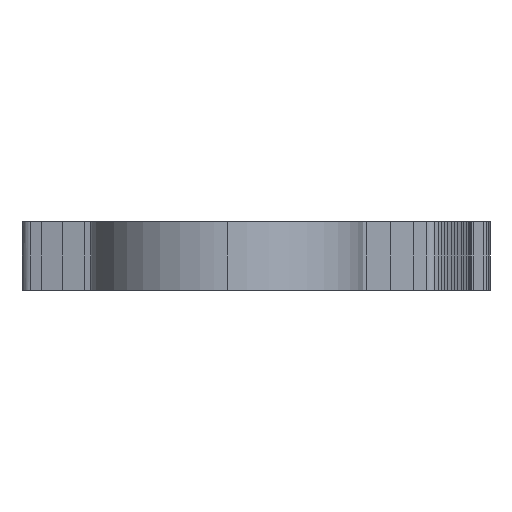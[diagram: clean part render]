
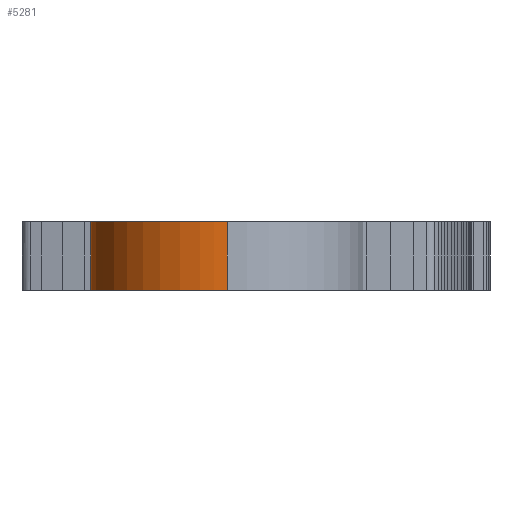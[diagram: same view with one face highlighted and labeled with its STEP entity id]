
A CAD part, left-side view. The second image highlights one B-rep face of the part: STEP entity #5281.
In plain terms, the highlighted free-form (B-spline) face has degree [2, 1] with [5, 2] control points.
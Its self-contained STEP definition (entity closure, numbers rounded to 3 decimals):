
#374 = VERTEX_POINT('',#375);
#375 = CARTESIAN_POINT('',(-42.7,-0.07,
    2.451));
#383 = EDGE_CURVE('',#374,#384,#386,.T.);
#384 = VERTEX_POINT('',#385);
#385 = CARTESIAN_POINT('',(-42.7,-0.07,0.));
#386 = B_SPLINE_CURVE_WITH_KNOTS('',1,(#387,#388),.UNSPECIFIED.,.F.,.F.,
  (2,2),(-0.,2.),.PIECEWISE_BEZIER_KNOTS.);
#387 = CARTESIAN_POINT('',(-42.7,-0.07,
    2.451));
#388 = CARTESIAN_POINT('',(-42.7,-0.07,0.));
#5255 = VERTEX_POINT('',#5256);
#5256 = CARTESIAN_POINT('',(-33.468,2.21,2.451)
  );
#5262 = EDGE_CURVE('',#5255,#5263,#5265,.T.);
#5263 = VERTEX_POINT('',#5264);
#5264 = CARTESIAN_POINT('',(-33.468,2.21,0.));
#5265 = B_SPLINE_CURVE_WITH_KNOTS('',1,(#5266,#5267),.UNSPECIFIED.,.F.,
  .F.,(2,2),(-0.,2.),.PIECEWISE_BEZIER_KNOTS.);
#5266 = CARTESIAN_POINT('',(-33.468,2.21,2.451)
  );
#5267 = CARTESIAN_POINT('',(-33.468,2.21,0.));
#5281 = ADVANCED_FACE('',(#5282),#5302,.T.);
#5282 = FACE_BOUND('',#5283,.T.);
#5283 = EDGE_LOOP('',(#5284,#5285,#5293,#5294));
#5284 = ORIENTED_EDGE('',*,*,#383,.F.);
#5285 = ORIENTED_EDGE('',*,*,#5286,.F.);
#5286 = EDGE_CURVE('',#5255,#374,#5287,.T.);
#5287 = ( BOUNDED_CURVE() B_SPLINE_CURVE(2,(#5288,#5289,#5290,#5291,
#5292),.UNSPECIFIED.,.F.,.F.) B_SPLINE_CURVE_WITH_KNOTS((3,2,3),(
    0.484,1.813,3.142),
.PIECEWISE_BEZIER_KNOTS.) CURVE() GEOMETRIC_REPRESENTATION_ITEM() 
RATIONAL_B_SPLINE_CURVE((1.,0.787,1.,0.787,1.)) 
REPRESENTATION_ITEM('') );
#5288 = CARTESIAN_POINT('',(-33.468,2.21,2.451)
  );
#5289 = CARTESIAN_POINT('',(-35.254,5.604,2.451
    ));
#5290 = CARTESIAN_POINT('',(-38.977,4.684,2.451
    ));
#5291 = CARTESIAN_POINT('',(-42.7,3.764,2.451
    ));
#5292 = CARTESIAN_POINT('',(-42.7,-0.07,
    2.451));
#5293 = ORIENTED_EDGE('',*,*,#5262,.T.);
#5294 = ORIENTED_EDGE('',*,*,#5295,.T.);
#5295 = EDGE_CURVE('',#5263,#384,#5296,.T.);
#5296 = ( BOUNDED_CURVE() B_SPLINE_CURVE(2,(#5297,#5298,#5299,#5300,
#5301),.UNSPECIFIED.,.F.,.F.) B_SPLINE_CURVE_WITH_KNOTS((3,2,3),(
    0.484,1.813,3.142),
.PIECEWISE_BEZIER_KNOTS.) CURVE() GEOMETRIC_REPRESENTATION_ITEM() 
RATIONAL_B_SPLINE_CURVE((1.,0.787,1.,0.787,1.)) 
REPRESENTATION_ITEM('') );
#5297 = CARTESIAN_POINT('',(-33.468,2.21,0.));
#5298 = CARTESIAN_POINT('',(-35.254,5.604,0.));
#5299 = CARTESIAN_POINT('',(-38.977,4.684,0.));
#5300 = CARTESIAN_POINT('',(-42.7,3.764,0.));
#5301 = CARTESIAN_POINT('',(-42.7,-0.07,0.));
#5302 = ( BOUNDED_SURFACE() B_SPLINE_SURFACE(2,1,(
    (#5303,#5304)
    ,(#5305,#5306)
    ,(#5307,#5308)
    ,(#5309,#5310)
    ,(#5311,#5312
)),.UNSPECIFIED.,.F.,.F.,.F.) B_SPLINE_SURFACE_WITH_KNOTS((3,2,3),(2,2),
  (0.,1.329,2.657),(0.,2.),.PIECEWISE_BEZIER_KNOTS.) 
GEOMETRIC_REPRESENTATION_ITEM() RATIONAL_B_SPLINE_SURFACE((
    (1.,1.)
    ,(0.787,0.787)
    ,(1.,1.)
    ,(0.787,0.787)
,(1.,1.))) REPRESENTATION_ITEM('') SURFACE() );
#5303 = CARTESIAN_POINT('',(-42.7,-0.07,
    2.451));
#5304 = CARTESIAN_POINT('',(-42.7,-0.07,0.));
#5305 = CARTESIAN_POINT('',(-42.7,3.764,2.451
    ));
#5306 = CARTESIAN_POINT('',(-42.7,3.764,0.));
#5307 = CARTESIAN_POINT('',(-38.977,4.684,2.451
    ));
#5308 = CARTESIAN_POINT('',(-38.977,4.684,0.));
#5309 = CARTESIAN_POINT('',(-35.254,5.604,2.451
    ));
#5310 = CARTESIAN_POINT('',(-35.254,5.604,0.));
#5311 = CARTESIAN_POINT('',(-33.468,2.21,2.451)
  );
#5312 = CARTESIAN_POINT('',(-33.468,2.21,0.));
